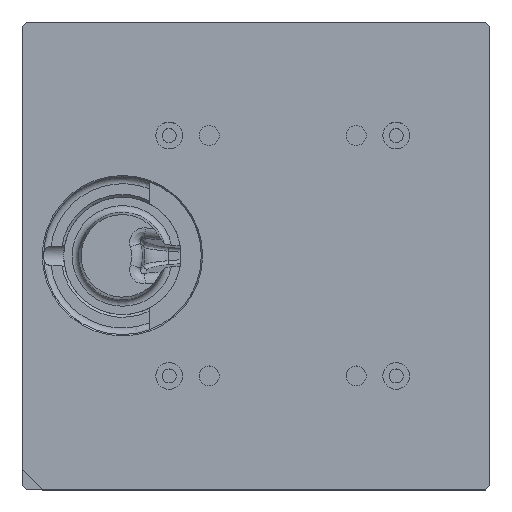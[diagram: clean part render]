
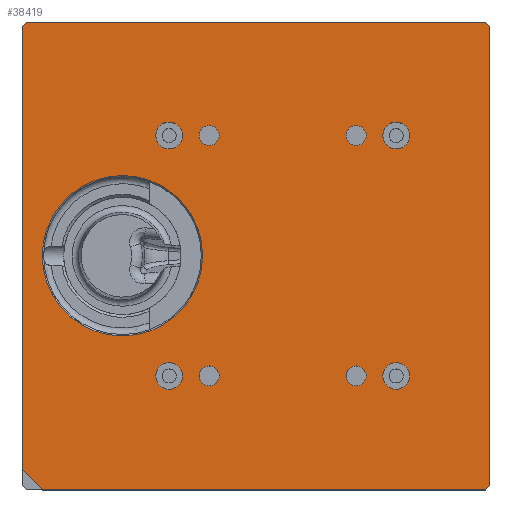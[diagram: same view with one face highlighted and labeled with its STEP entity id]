
A CAD part, top view. The second image highlights one B-rep face of the part: STEP entity #38419.
In plain terms, the highlighted planar face has unit normal (0, 0, 1).
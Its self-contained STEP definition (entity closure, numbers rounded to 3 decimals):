
#36129=DIRECTION('',(0.707,-0.707,0.));
#36130=VECTOR('',#36129,21.213);
#36131=CARTESIAN_POINT('',(-195.,-160.,140.2));
#36132=LINE('',#36131,#36130);
#36133=DIRECTION('',(0.,1.,0.));
#36134=VECTOR('',#36133,332.);
#36135=CARTESIAN_POINT('',(-195.,-160.,140.2));
#36136=LINE('',#36135,#36134);
#36137=DIRECTION('',(-0.707,-0.707,0.));
#36138=VECTOR('',#36137,4.243);
#36139=CARTESIAN_POINT('',(-192.,175.,140.2));
#36140=LINE('',#36139,#36138);
#36141=DIRECTION('',(-1.,0.,0.));
#36142=VECTOR('',#36141,344.);
#36143=CARTESIAN_POINT('',(152.,175.,140.2));
#36144=LINE('',#36143,#36142);
#36145=DIRECTION('',(-0.707,0.707,0.));
#36146=VECTOR('',#36145,4.243);
#36147=CARTESIAN_POINT('',(155.,172.,140.2));
#36148=LINE('',#36147,#36146);
#36149=DIRECTION('',(0.,1.,0.));
#36150=VECTOR('',#36149,344.);
#36151=CARTESIAN_POINT('',(155.,-172.,140.2));
#36152=LINE('',#36151,#36150);
#36153=DIRECTION('',(0.707,0.707,0.));
#36154=VECTOR('',#36153,4.243);
#36155=CARTESIAN_POINT('',(152.,-175.,140.2));
#36156=LINE('',#36155,#36154);
#36157=CARTESIAN_POINT('',(-120.,0.,140.2));
#36158=DIRECTION('',(0.,0.,-1.));
#36159=DIRECTION('',(1.,0.,0.));
#36160=AXIS2_PLACEMENT_3D('',#36157,#36158,#36159);
#36162=CARTESIAN_POINT('',(-120.,0.,140.2));
#36163=DIRECTION('',(0.,0.,-1.));
#36164=DIRECTION('',(-1.,0.,0.));
#36165=AXIS2_PLACEMENT_3D('',#36162,#36163,#36164);
#36167=CARTESIAN_POINT('',(55.,90.,140.2));
#36168=DIRECTION('',(0.,0.,-1.));
#36169=DIRECTION('',(-1.,0.,0.));
#36170=AXIS2_PLACEMENT_3D('',#36167,#36168,#36169);
#36172=CARTESIAN_POINT('',(55.,90.,140.2));
#36173=DIRECTION('',(0.,0.,-1.));
#36174=DIRECTION('',(1.,0.,0.));
#36175=AXIS2_PLACEMENT_3D('',#36172,#36173,#36174);
#36177=CARTESIAN_POINT('',(-55.,90.,140.2));
#36178=DIRECTION('',(0.,0.,-1.));
#36179=DIRECTION('',(-1.,0.,0.));
#36180=AXIS2_PLACEMENT_3D('',#36177,#36178,#36179);
#36182=CARTESIAN_POINT('',(-55.,90.,140.2));
#36183=DIRECTION('',(0.,0.,-1.));
#36184=DIRECTION('',(1.,0.,0.));
#36185=AXIS2_PLACEMENT_3D('',#36182,#36183,#36184);
#36187=CARTESIAN_POINT('',(55.,-90.,140.2));
#36188=DIRECTION('',(0.,0.,-1.));
#36189=DIRECTION('',(-1.,0.,0.));
#36190=AXIS2_PLACEMENT_3D('',#36187,#36188,#36189);
#36192=CARTESIAN_POINT('',(55.,-90.,140.2));
#36193=DIRECTION('',(0.,0.,-1.));
#36194=DIRECTION('',(1.,0.,0.));
#36195=AXIS2_PLACEMENT_3D('',#36192,#36193,#36194);
#36197=CARTESIAN_POINT('',(-55.,-90.,140.2));
#36198=DIRECTION('',(0.,0.,-1.));
#36199=DIRECTION('',(-1.,0.,0.));
#36200=AXIS2_PLACEMENT_3D('',#36197,#36198,#36199);
#36202=CARTESIAN_POINT('',(-55.,-90.,140.2));
#36203=DIRECTION('',(0.,0.,-1.));
#36204=DIRECTION('',(1.,0.,0.));
#36205=AXIS2_PLACEMENT_3D('',#36202,#36203,#36204);
#36207=CARTESIAN_POINT('',(85.,90.,140.2));
#36208=DIRECTION('',(0.,0.,1.));
#36209=DIRECTION('',(1.,0.,0.));
#36210=AXIS2_PLACEMENT_3D('',#36207,#36208,#36209);
#36212=CARTESIAN_POINT('',(85.,90.,140.2));
#36213=DIRECTION('',(0.,0.,1.));
#36214=DIRECTION('',(-1.,0.,0.));
#36215=AXIS2_PLACEMENT_3D('',#36212,#36213,#36214);
#36217=CARTESIAN_POINT('',(-85.,-90.,140.2));
#36218=DIRECTION('',(0.,0.,1.));
#36219=DIRECTION('',(1.,0.,0.));
#36220=AXIS2_PLACEMENT_3D('',#36217,#36218,#36219);
#36222=CARTESIAN_POINT('',(-85.,-90.,140.2));
#36223=DIRECTION('',(0.,0.,1.));
#36224=DIRECTION('',(-1.,0.,0.));
#36225=AXIS2_PLACEMENT_3D('',#36222,#36223,#36224);
#36227=CARTESIAN_POINT('',(-85.,90.,140.2));
#36228=DIRECTION('',(0.,0.,1.));
#36229=DIRECTION('',(1.,0.,0.));
#36230=AXIS2_PLACEMENT_3D('',#36227,#36228,#36229);
#36232=CARTESIAN_POINT('',(-85.,90.,140.2));
#36233=DIRECTION('',(0.,0.,1.));
#36234=DIRECTION('',(-1.,0.,0.));
#36235=AXIS2_PLACEMENT_3D('',#36232,#36233,#36234);
#36237=CARTESIAN_POINT('',(85.,-90.,140.2));
#36238=DIRECTION('',(0.,0.,1.));
#36239=DIRECTION('',(1.,0.,0.));
#36240=AXIS2_PLACEMENT_3D('',#36237,#36238,#36239);
#36242=CARTESIAN_POINT('',(85.,-90.,140.2));
#36243=DIRECTION('',(0.,0.,1.));
#36244=DIRECTION('',(-1.,0.,0.));
#36245=AXIS2_PLACEMENT_3D('',#36242,#36243,#36244);
#36255=DIRECTION('',(1.,0.,0.));
#36256=VECTOR('',#36255,332.);
#36257=CARTESIAN_POINT('',(-180.,-175.,140.2));
#36258=LINE('',#36257,#36256);
#37964=CARTESIAN_POINT('',(-192.,175.,140.2));
#37965=CARTESIAN_POINT('',(-195.,172.,140.2));
#37966=VERTEX_POINT('',#37964);
#37967=VERTEX_POINT('',#37965);
#37968=CARTESIAN_POINT('',(152.,-175.,140.2));
#37969=CARTESIAN_POINT('',(155.,-172.,140.2));
#37970=VERTEX_POINT('',#37968);
#37971=VERTEX_POINT('',#37969);
#37972=CARTESIAN_POINT('',(155.,172.,140.2));
#37973=VERTEX_POINT('',#37972);
#37974=CARTESIAN_POINT('',(152.,175.,140.2));
#37975=VERTEX_POINT('',#37974);
#38048=CARTESIAN_POINT('',(-195.,-160.,140.2));
#38049=CARTESIAN_POINT('',(-180.,-175.,140.2));
#38050=VERTEX_POINT('',#38048);
#38051=VERTEX_POINT('',#38049);
#38098=CARTESIAN_POINT('',(-59.95,0.,140.2));
#38099=CARTESIAN_POINT('',(-180.05,0.,140.2));
#38100=VERTEX_POINT('',#38098);
#38101=VERTEX_POINT('',#38099);
#38198=CARTESIAN_POINT('',(47.5,90.,140.2));
#38199=CARTESIAN_POINT('',(62.5,90.,140.2));
#38200=VERTEX_POINT('',#38198);
#38201=VERTEX_POINT('',#38199);
#38202=CARTESIAN_POINT('',(-62.5,90.,140.2));
#38203=CARTESIAN_POINT('',(-47.5,90.,140.2));
#38204=VERTEX_POINT('',#38202);
#38205=VERTEX_POINT('',#38203);
#38206=CARTESIAN_POINT('',(47.5,-90.,140.2));
#38207=CARTESIAN_POINT('',(62.5,-90.,140.2));
#38208=VERTEX_POINT('',#38206);
#38209=VERTEX_POINT('',#38207);
#38210=CARTESIAN_POINT('',(-62.5,-90.,140.2));
#38211=CARTESIAN_POINT('',(-47.5,-90.,140.2));
#38212=VERTEX_POINT('',#38210);
#38213=VERTEX_POINT('',#38211);
#38274=CARTESIAN_POINT('',(95.,90.,140.2));
#38275=CARTESIAN_POINT('',(75.,90.,140.2));
#38276=VERTEX_POINT('',#38274);
#38277=VERTEX_POINT('',#38275);
#38278=CARTESIAN_POINT('',(-75.,-90.,140.2));
#38279=CARTESIAN_POINT('',(-95.,-90.,140.2));
#38280=VERTEX_POINT('',#38278);
#38281=VERTEX_POINT('',#38279);
#38282=CARTESIAN_POINT('',(-75.,90.,140.2));
#38283=CARTESIAN_POINT('',(-95.,90.,140.2));
#38284=VERTEX_POINT('',#38282);
#38285=VERTEX_POINT('',#38283);
#38286=CARTESIAN_POINT('',(95.,-90.,140.2));
#38287=CARTESIAN_POINT('',(75.,-90.,140.2));
#38288=VERTEX_POINT('',#38286);
#38289=VERTEX_POINT('',#38287);
#38342=CARTESIAN_POINT('',(0.,-175.,140.2));
#38343=DIRECTION('',(0.,0.,1.));
#38344=DIRECTION('',(0.,-1.,0.));
#38345=AXIS2_PLACEMENT_3D('',#38342,#38343,#38344);
#38346=PLANE('',#38345);
#38348=ORIENTED_EDGE('',*,*,#38347,.F.);
#38350=ORIENTED_EDGE('',*,*,#38349,.T.);
#38352=ORIENTED_EDGE('',*,*,#38351,.F.);
#38354=ORIENTED_EDGE('',*,*,#38353,.F.);
#38356=ORIENTED_EDGE('',*,*,#38355,.F.);
#38358=ORIENTED_EDGE('',*,*,#38357,.F.);
#38360=ORIENTED_EDGE('',*,*,#38359,.F.);
#38362=ORIENTED_EDGE('',*,*,#38361,.F.);
#38363=EDGE_LOOP('',(#38348,#38350,#38352,#38354,#38356,#38358,#38360,#38362));
#38364=FACE_OUTER_BOUND('',#38363,.F.);
#38366=ORIENTED_EDGE('',*,*,#38365,.F.);
#38368=ORIENTED_EDGE('',*,*,#38367,.F.);
#38369=EDGE_LOOP('',(#38366,#38368));
#38370=FACE_BOUND('',#38369,.F.);
#38372=ORIENTED_EDGE('',*,*,#38371,.F.);
#38374=ORIENTED_EDGE('',*,*,#38373,.F.);
#38375=EDGE_LOOP('',(#38372,#38374));
#38376=FACE_BOUND('',#38375,.F.);
#38378=ORIENTED_EDGE('',*,*,#38377,.F.);
#38380=ORIENTED_EDGE('',*,*,#38379,.F.);
#38381=EDGE_LOOP('',(#38378,#38380));
#38382=FACE_BOUND('',#38381,.F.);
#38384=ORIENTED_EDGE('',*,*,#38383,.F.);
#38386=ORIENTED_EDGE('',*,*,#38385,.F.);
#38387=EDGE_LOOP('',(#38384,#38386));
#38388=FACE_BOUND('',#38387,.F.);
#38390=ORIENTED_EDGE('',*,*,#38389,.F.);
#38392=ORIENTED_EDGE('',*,*,#38391,.F.);
#38393=EDGE_LOOP('',(#38390,#38392));
#38394=FACE_BOUND('',#38393,.F.);
#38396=ORIENTED_EDGE('',*,*,#38395,.T.);
#38398=ORIENTED_EDGE('',*,*,#38397,.T.);
#38399=EDGE_LOOP('',(#38396,#38398));
#38400=FACE_BOUND('',#38399,.F.);
#38402=ORIENTED_EDGE('',*,*,#38401,.T.);
#38404=ORIENTED_EDGE('',*,*,#38403,.T.);
#38405=EDGE_LOOP('',(#38402,#38404));
#38406=FACE_BOUND('',#38405,.F.);
#38408=ORIENTED_EDGE('',*,*,#38407,.T.);
#38410=ORIENTED_EDGE('',*,*,#38409,.T.);
#38411=EDGE_LOOP('',(#38408,#38410));
#38412=FACE_BOUND('',#38411,.F.);
#38414=ORIENTED_EDGE('',*,*,#38413,.T.);
#38416=ORIENTED_EDGE('',*,*,#38415,.T.);
#38417=EDGE_LOOP('',(#38414,#38416));
#38418=FACE_BOUND('',#38417,.F.);
#38419=ADVANCED_FACE('',(#38364,#38370,#38376,#38382,#38388,#38394,#38400,
#38406,#38412,#38418),#38346,.T.);
#36161=CIRCLE('',#36160,60.05);
#36166=CIRCLE('',#36165,60.05);
#36171=CIRCLE('',#36170,7.5);
#36176=CIRCLE('',#36175,7.5);
#36181=CIRCLE('',#36180,7.5);
#36186=CIRCLE('',#36185,7.5);
#36191=CIRCLE('',#36190,7.5);
#36196=CIRCLE('',#36195,7.5);
#36201=CIRCLE('',#36200,7.5);
#36206=CIRCLE('',#36205,7.5);
#36211=CIRCLE('',#36210,10.);
#36216=CIRCLE('',#36215,10.);
#36221=CIRCLE('',#36220,10.);
#36226=CIRCLE('',#36225,10.);
#36231=CIRCLE('',#36230,10.);
#36236=CIRCLE('',#36235,10.);
#36241=CIRCLE('',#36240,10.);
#36246=CIRCLE('',#36245,10.);
#38347=EDGE_CURVE('',#38050,#38051,#36132,.T.);
#38349=EDGE_CURVE('',#38050,#37967,#36136,.T.);
#38351=EDGE_CURVE('',#37966,#37967,#36140,.T.);
#38353=EDGE_CURVE('',#37975,#37966,#36144,.T.);
#38355=EDGE_CURVE('',#37973,#37975,#36148,.T.);
#38357=EDGE_CURVE('',#37971,#37973,#36152,.T.);
#38359=EDGE_CURVE('',#37970,#37971,#36156,.T.);
#38361=EDGE_CURVE('',#38051,#37970,#36258,.T.);
#38365=EDGE_CURVE('',#38100,#38101,#36161,.T.);
#38367=EDGE_CURVE('',#38101,#38100,#36166,.T.);
#38371=EDGE_CURVE('',#38200,#38201,#36171,.T.);
#38373=EDGE_CURVE('',#38201,#38200,#36176,.T.);
#38377=EDGE_CURVE('',#38204,#38205,#36181,.T.);
#38379=EDGE_CURVE('',#38205,#38204,#36186,.T.);
#38383=EDGE_CURVE('',#38208,#38209,#36191,.T.);
#38385=EDGE_CURVE('',#38209,#38208,#36196,.T.);
#38389=EDGE_CURVE('',#38212,#38213,#36201,.T.);
#38391=EDGE_CURVE('',#38213,#38212,#36206,.T.);
#38395=EDGE_CURVE('',#38276,#38277,#36211,.T.);
#38397=EDGE_CURVE('',#38277,#38276,#36216,.T.);
#38401=EDGE_CURVE('',#38280,#38281,#36221,.T.);
#38403=EDGE_CURVE('',#38281,#38280,#36226,.T.);
#38407=EDGE_CURVE('',#38284,#38285,#36231,.T.);
#38409=EDGE_CURVE('',#38285,#38284,#36236,.T.);
#38413=EDGE_CURVE('',#38288,#38289,#36241,.T.);
#38415=EDGE_CURVE('',#38289,#38288,#36246,.T.);
